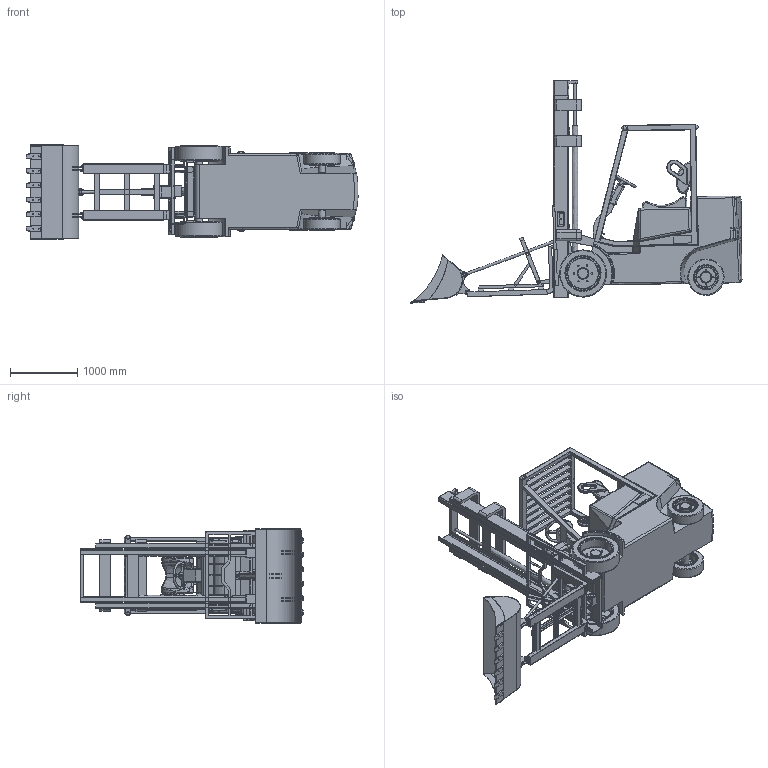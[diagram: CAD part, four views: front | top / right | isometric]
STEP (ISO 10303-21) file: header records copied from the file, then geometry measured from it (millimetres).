
FILE_DESCRIPTION(('FreeCAD Model'),'2;1');
FILE_NAME('Open CASCADE Shape Model','2025-05-04T19:20:16',('FreeCAD'),( 'FreeCAD'),'Open CASCADE STEP processor 7.6','FreeCAD','Unknown');
FILE_SCHEMA(('AUTOMOTIVE_DESIGN { 1 0 10303 214 1 1 1 1 }'));
Products named in the file (1): Open CASCADE STEP translator 7.6 1
Bounding box: 4947.22 x 3312.71 x 1411.48 mm (x, y, z)
Volume: 2812936600 mm3; surface area: 57632075.9 mm2
Topology: 72 solids, 74 shells, 2374 faces, 5847 edges, 3630 vertices
Faces by surface type: bspline 2374
Entity records: 85879 total; most frequent: CARTESIAN_POINT 51546, ORIENTED_EDGE 11554, EDGE_CURVE 5785, B_SPLINE_CURVE_WITH_KNOTS 3999, VERTEX_POINT 3629, FACE_BOUND 2727, EDGE_LOOP 2727, ADVANCED_FACE 2373
